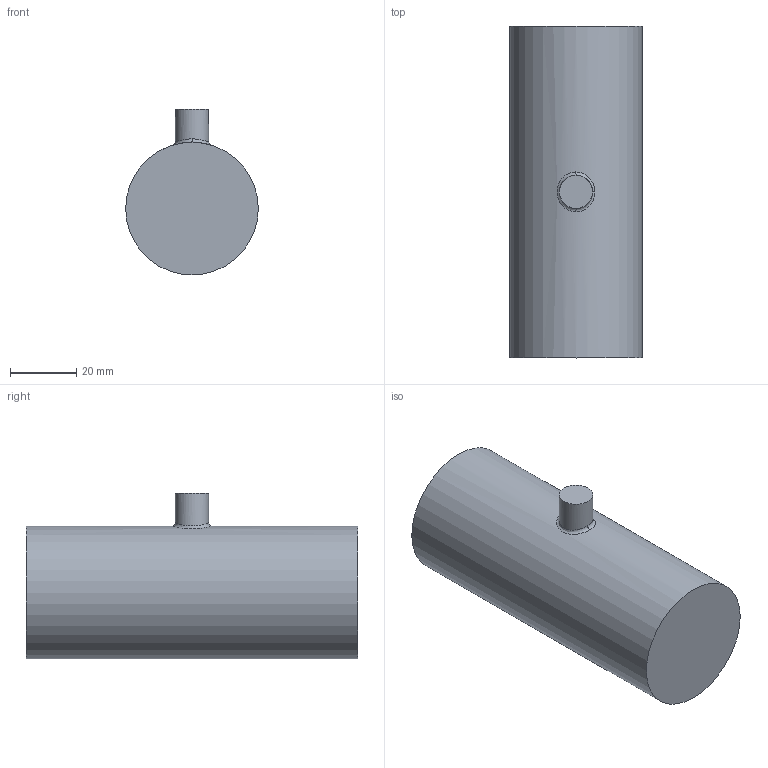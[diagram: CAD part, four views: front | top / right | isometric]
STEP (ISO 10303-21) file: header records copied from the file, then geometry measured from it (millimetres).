
FILE_DESCRIPTION(('Open CASCADE Model'),'2;1');
FILE_NAME('Open CASCADE Shape Model','2023-02-21T21:07:15',('Author'),( 'Open CASCADE'),'Open CASCADE STEP processor 7.6','Open CASCADE 7.6' ,'Unknown');
FILE_SCHEMA(('AUTOMOTIVE_DESIGN { 1 0 10303 214 1 1 1 1 }'));
Length unit declared in the file: millimetre
Products named in the file (1): Open CASCADE STEP translator 7.6 1
Bounding box: 40 x 100 x 50 mm (x, y, z)
Volume: 126466.6 mm3; surface area: 15393.5 mm2
Topology: 1 solids, 1 shells, 8 faces, 15 edges, 9 vertices
Faces by surface type: bspline 3, plane 3, cylinder 2
Full cylindrical faces by diameter (mm): 10 x1, 40 x1
Entity records: 1291 total; most frequent: CARTESIAN_POINT 1014, DIRECTION 39, ORIENTED_EDGE 30, PCURVE 30, DEFINITIONAL_REPRESENTATION 30, LINE 18, VECTOR 18, EDGE_CURVE 15
